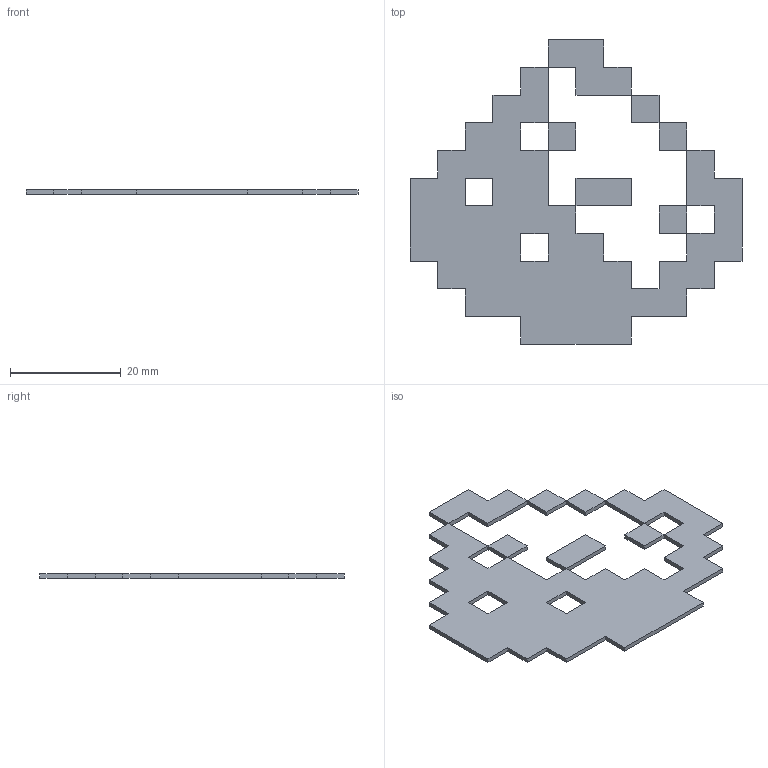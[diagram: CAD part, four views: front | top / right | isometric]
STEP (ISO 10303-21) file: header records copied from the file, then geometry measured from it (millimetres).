
FILE_DESCRIPTION(/* description */ (''),/* implementation_level */ '2;1');
FILE_NAME(/* name */ 'Decal.step',/* time_stamp */ '2025-06-28T21:15:30+03:00',/* author */ (''),/* organization */ (''),/* preprocessor_version */ 'ST-DEVELOPER v20.1',/* originating_system */ 'Autodesk Translation Framework v14.10.0.0',/* authorisation */ '');
FILE_SCHEMA (('AUTOMOTIVE_DESIGN { 1 0 10303 214 3 1 1 }'));
Length unit declared in the file: millimetre
Products named in the file (1): Decal
Bounding box: 60 x 55 x 0.8 mm (x, y, z)
Volume: 1240 mm3; surface area: 3492 mm2
Topology: 7 solids, 7 shells, 96 faces, 246 edges, 164 vertices
Faces by surface type: plane 96
Entity records: 2885 total; most frequent: CARTESIAN_POINT 507, ORIENTED_EDGE 492, DIRECTION 440, LINE 246, VECTOR 246, EDGE_CURVE 246, VERTEX_POINT 164, EDGE_LOOP 100
